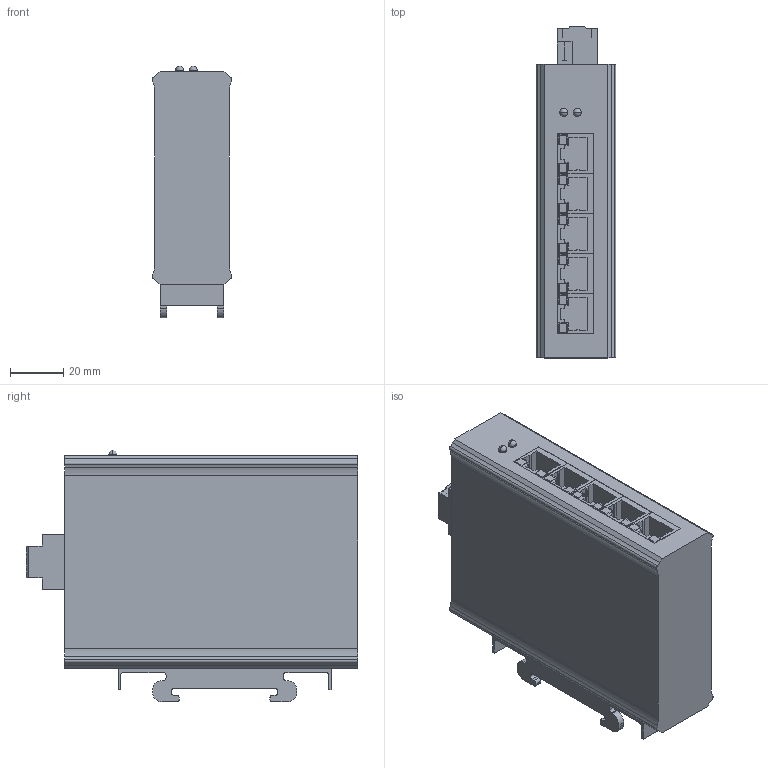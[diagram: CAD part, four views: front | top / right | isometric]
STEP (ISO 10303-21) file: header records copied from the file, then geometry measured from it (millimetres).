
FILE_DESCRIPTION (( 'STEP AP214' ), '1' );
FILE_NAME ('ODOT-MS105T.STEP', '2023-07-13T05:55:52', ( '' ), ( '' ), 'SwSTEP 2.0', 'SolidWorks 2021', '' );
FILE_SCHEMA (( 'AUTOMOTIVE_DESIGN' ));
Length unit declared in the file: millimetre
Products named in the file (1): ODOT-MS105T
Bounding box: 30 x 124.5 x 94.5 mm (x, y, z)
Volume: 248743.9 mm3; surface area: 36080.3 mm2
Topology: 1 solids, 1 shells, 482 faces, 1292 edges, 858 vertices
Faces by surface type: plane 408, cylinder 58, cone 12, sphere 4
Entity records: 14846 total; most frequent: CARTESIAN_POINT 2621, ORIENTED_EDGE 2568, DIRECTION 2402, EDGE_CURVE 1284, VECTOR 1132, LINE 1132, VERTEX_POINT 854, AXIS2_PLACEMENT_3D 635
